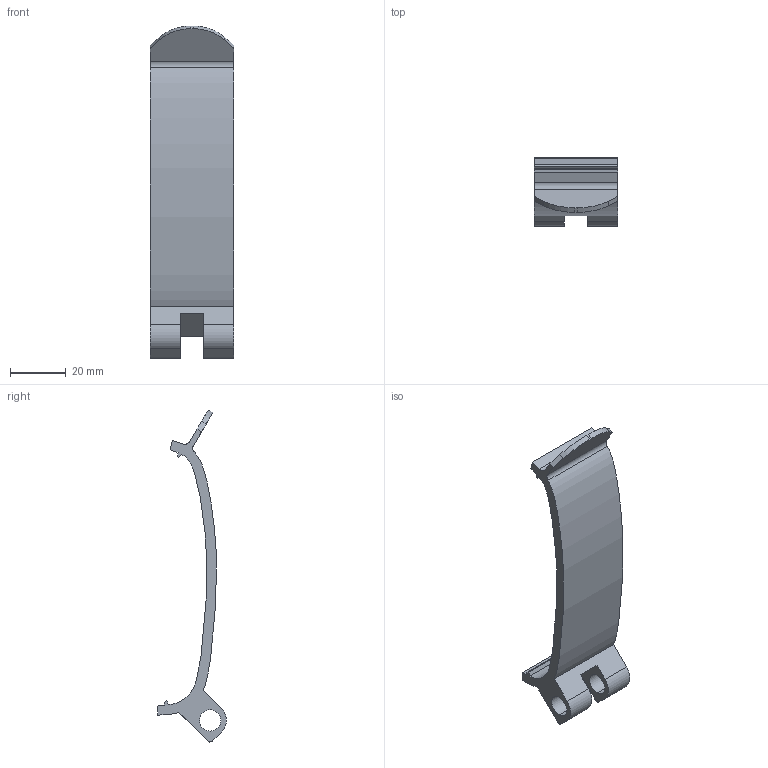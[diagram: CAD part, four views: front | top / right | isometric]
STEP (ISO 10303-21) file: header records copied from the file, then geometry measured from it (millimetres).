
FILE_DESCRIPTION (( 'STEP AP203' ), '1' );
FILE_NAME ('Quest_2.STEP', '2024-10-23T01:00:47', ( '' ), ( '' ), 'SwSTEP 2.0', 'SolidWorks 2024', '' );
FILE_SCHEMA (( 'CONFIG_CONTROL_DESIGN' ));
Length unit declared in the file: millimetre
Products named in the file (1): Quest_2
Bounding box: 30 x 24.53 x 118.75 mm (x, y, z)
Volume: 15085 mm3; surface area: 10078.5 mm2
Topology: 1 solids, 1 shells, 41 faces, 117 edges, 78 vertices
Faces by surface type: plane 23, cylinder 12, bspline 6
Entity records: 1680 total; most frequent: CARTESIAN_POINT 539, ORIENTED_EDGE 234, DIRECTION 201, EDGE_CURVE 117, LINE 81, VECTOR 81, VERTEX_POINT 78, AXIS2_PLACEMENT_3D 60
